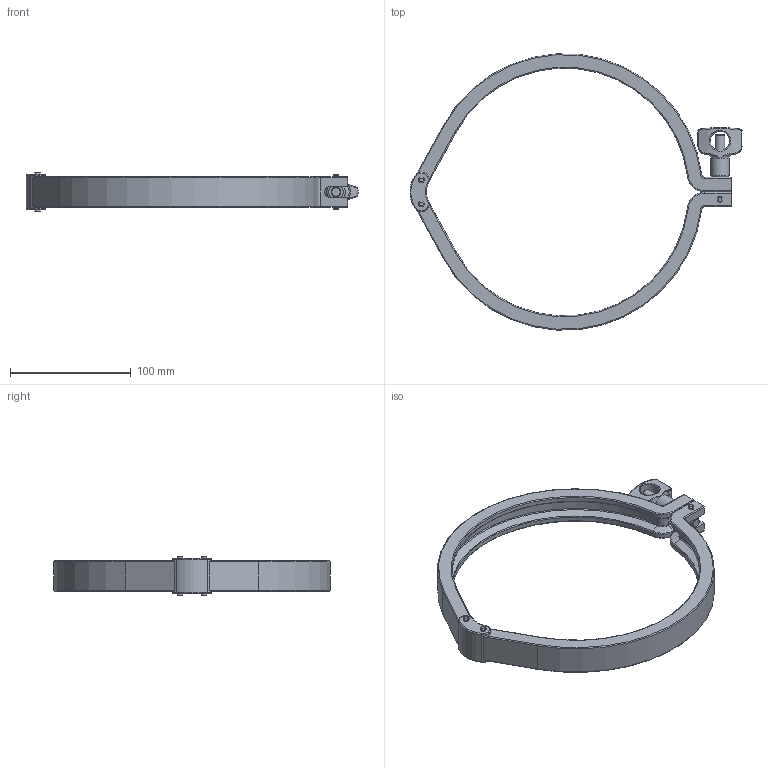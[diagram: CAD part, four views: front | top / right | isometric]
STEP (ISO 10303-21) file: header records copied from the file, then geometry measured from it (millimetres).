
FILE_DESCRIPTION((''),'2;1');
FILE_NAME('13MHHM 8.0 CLAMP.stp','2009-02-06T11:52:14',('echaffee'),(''),'Autodesk Inventor 2009','Autodesk Inventor 2009','');
FILE_SCHEMA(('AUTOMOTIVE_DESIGN { 1 0 10303 214 1 1 1 1 }'));
Length unit declared in the file: inch
Products named in the file (1): 13MHHM 8.0 CLAMP
Bounding box: 274.59 x 228.42 x 33.02 mm (x, y, z)
Volume: 159126 mm3; surface area: 66682.8 mm2
Topology: 1 solids, 1 shells, 211 faces, 492 edges, 285 vertices
Faces by surface type: cylinder 76, plane 51, torus 45, bspline 29, cone 10
Full cylindrical faces by diameter (mm): 4.763 x8, 7.937 x1, 7.938 x1, 15.24 x1, 15.875 x1
Entity records: 7640 total; most frequent: CARTESIAN_POINT 2995, DIRECTION 996, ORIENTED_EDGE 926, EDGE_CURVE 463, AXIS2_PLACEMENT_3D 413, VERTEX_POINT 281, EDGE_LOOP 246, CIRCLE 224
